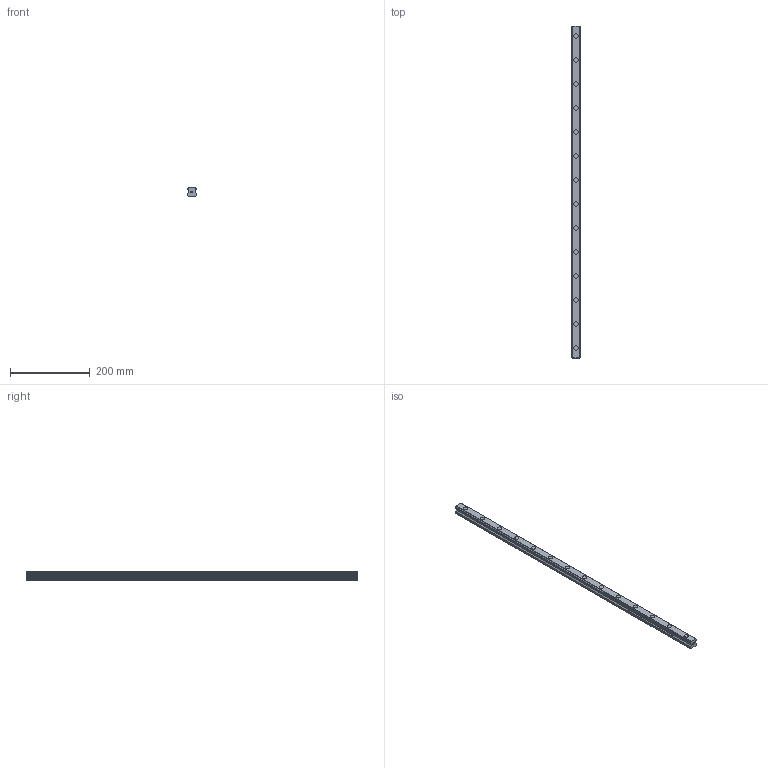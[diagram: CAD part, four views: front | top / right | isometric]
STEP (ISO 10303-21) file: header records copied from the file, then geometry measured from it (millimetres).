
FILE_DESCRIPTION(('STEP AP214'),'1');
FILE_NAME('cctmp_790A8FA4-0494-4E6C-BA28-6C0B5D5DF7A7_2020_6_9_10_49_55_706..stp','2020-06-09T08:49:55',('HIWIN GmbH'),('CADClick - www.CADClick.com'),'Spatial InterOp 3D',' ','unknown authorization');
FILE_SCHEMA(('AUTOMOTIVE_DESIGN'));
Length unit declared in the file: millimetre
Products named in the file (1): HGR25R830H_FILE
Bounding box: 23 x 830 x 22 mm (x, y, z)
Volume: 344851.2 mm3; surface area: 86002.3 mm2
Topology: 1 solids, 1 shells, 279 faces, 735 edges, 490 vertices
Faces by surface type: plane 173, cylinder 106
Entity records: 11009 total; most frequent: DIRECTION 1619, CARTESIAN_POINT 1505, ORIENTED_EDGE 1470, EDGE_CURVE 735, AXIS2_PLACEMENT_3D 604, VERTEX_POINT 490, LINE 411, VECTOR 411
